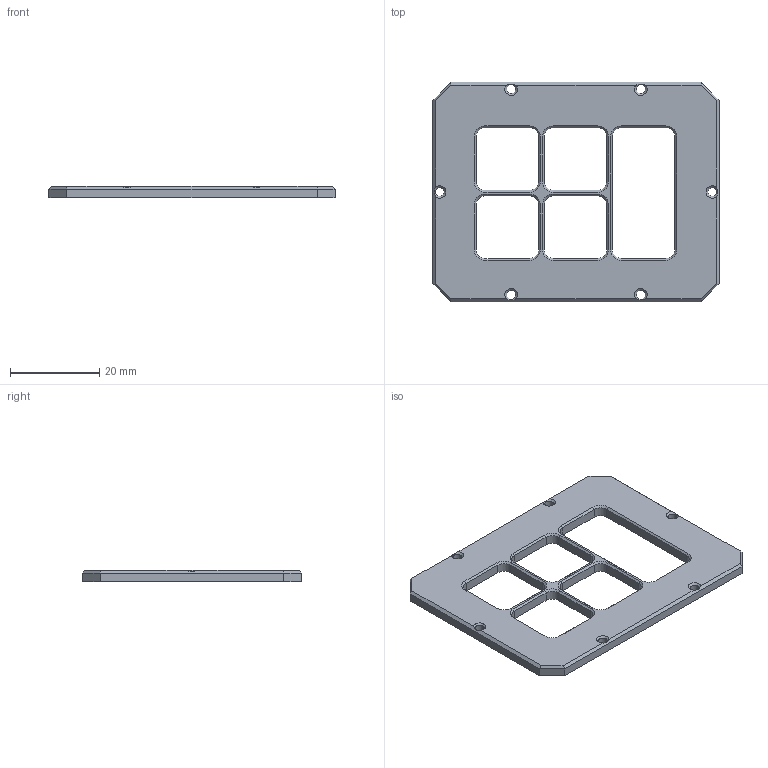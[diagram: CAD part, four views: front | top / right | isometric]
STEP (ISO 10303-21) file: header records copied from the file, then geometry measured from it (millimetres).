
FILE_DESCRIPTION(/* description */ (''),/* implementation_level */ '2;1');
FILE_NAME(/* name */ 'button panel.step',/* time_stamp */ '2025-08-26T19:05:02-04:00',/* author */ (''),/* organization */ (''),/* preprocessor_version */ 'ST-DEVELOPER v20.1',/* originating_system */ 'Autodesk Translation Framework v14.10.0.0',/* authorisation */ '');
FILE_SCHEMA (('AUTOMOTIVE_DESIGN { 1 0 10303 214 3 1 1 }'));
Length unit declared in the file: millimetre
Products named in the file (2): panel; lid
Assembly tree (1 placements, depth 2):
  panel
    lid
Bounding box: 64 x 49 x 2.5 mm (x, y, z)
Volume: 4708 mm3; surface area: 5034.6 mm2
Topology: 1 solids, 1 shells, 110 faces, 289 edges, 175 vertices
Faces by surface type: plane 58, cone 26, cylinder 26
Full cylindrical faces by diameter (mm): 2 x6
Entity records: 3424 total; most frequent: CARTESIAN_POINT 593, DIRECTION 590, ORIENTED_EDGE 578, EDGE_CURVE 289, LINE 198, VECTOR 198, AXIS2_PLACEMENT_3D 196, VERTEX_POINT 175
